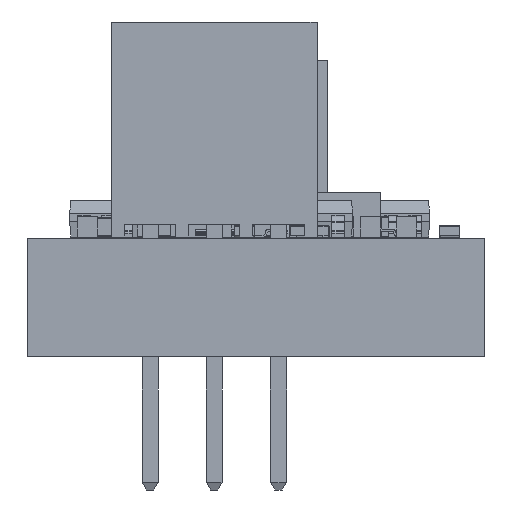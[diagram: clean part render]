
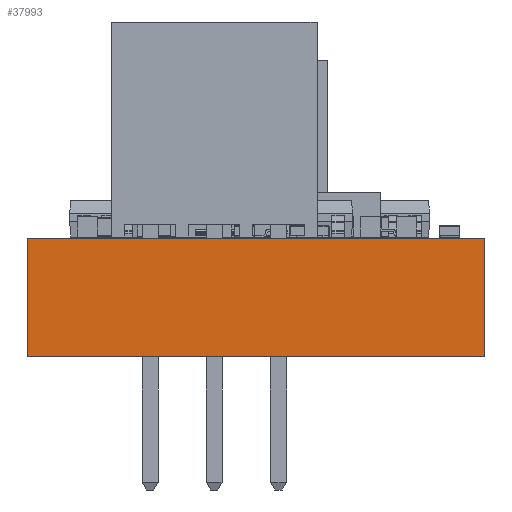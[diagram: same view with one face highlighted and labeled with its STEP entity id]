
A CAD part, left-side view. The second image highlights one B-rep face of the part: STEP entity #37993.
In plain terms, the highlighted planar face has unit normal (-1, 0, 0).
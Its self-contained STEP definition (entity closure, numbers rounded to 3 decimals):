
#36919 = PLANE('',#36920);
#36920 = AXIS2_PLACEMENT_3D('',#36921,#36922,#36923);
#36921 = CARTESIAN_POINT('',(147.7,-92.3,0.));
#36922 = DIRECTION('',(0.,1.,0.));
#36923 = DIRECTION('',(1.,0.,0.));
#36947 = PLANE('',#36948);
#36948 = AXIS2_PLACEMENT_3D('',#36949,#36950,#36951);
#36949 = CARTESIAN_POINT('',(180.2,-101.35,4.69));
#36950 = DIRECTION('',(-0.,-0.,-1.));
#36951 = DIRECTION('',(-1.,0.,0.));
#36975 = PLANE('',#36976);
#36976 = AXIS2_PLACEMENT_3D('',#36977,#36978,#36979);
#36977 = CARTESIAN_POINT('',(212.7,-110.4,0.));
#36978 = DIRECTION('',(0.,-1.,0.));
#36979 = DIRECTION('',(-1.,0.,0.));
#37001 = PLANE('',#37002);
#37002 = AXIS2_PLACEMENT_3D('',#37003,#37004,#37005);
#37003 = CARTESIAN_POINT('',(180.2,-101.35,0.));
#37004 = DIRECTION('',(-0.,-0.,-1.));
#37005 = DIRECTION('',(-1.,0.,0.));
#37016 = EDGE_CURVE('',#37017,#37019,#37021,.T.);
#37017 = VERTEX_POINT('',#37018);
#37018 = CARTESIAN_POINT('',(147.7,-92.3,0.));
#37019 = VERTEX_POINT('',#37020);
#37020 = CARTESIAN_POINT('',(147.7,-92.3,4.69));
#37021 = SURFACE_CURVE('',#37022,(#37026,#37033),.PCURVE_S1.);
#37022 = LINE('',#37023,#37024);
#37023 = CARTESIAN_POINT('',(147.7,-92.3,0.));
#37024 = VECTOR('',#37025,1.);
#37025 = DIRECTION('',(0.,0.,1.));
#37026 = PCURVE('',#36919,#37027);
#37027 = DEFINITIONAL_REPRESENTATION('',(#37028),#37032);
#37028 = LINE('',#37029,#37030);
#37029 = CARTESIAN_POINT('',(0.,0.));
#37030 = VECTOR('',#37031,1.);
#37031 = DIRECTION('',(0.,-1.));
#37032 = ( GEOMETRIC_REPRESENTATION_CONTEXT(2) 
PARAMETRIC_REPRESENTATION_CONTEXT() REPRESENTATION_CONTEXT('2D SPACE',''
  ) );
#37033 = PCURVE('',#37034,#37039);
#37034 = PLANE('',#37035);
#37035 = AXIS2_PLACEMENT_3D('',#37036,#37037,#37038);
#37036 = CARTESIAN_POINT('',(147.7,-110.4,0.));
#37037 = DIRECTION('',(-1.,0.,0.));
#37038 = DIRECTION('',(0.,1.,0.));
#37039 = DEFINITIONAL_REPRESENTATION('',(#37040),#37044);
#37040 = LINE('',#37041,#37042);
#37041 = CARTESIAN_POINT('',(18.1,0.));
#37042 = VECTOR('',#37043,1.);
#37043 = DIRECTION('',(0.,-1.));
#37044 = ( GEOMETRIC_REPRESENTATION_CONTEXT(2) 
PARAMETRIC_REPRESENTATION_CONTEXT() REPRESENTATION_CONTEXT('2D SPACE',''
  ) );
#37094 = VERTEX_POINT('',#37095);
#37095 = CARTESIAN_POINT('',(147.7,-110.4,4.69));
#37116 = EDGE_CURVE('',#37117,#37094,#37119,.T.);
#37117 = VERTEX_POINT('',#37118);
#37118 = CARTESIAN_POINT('',(147.7,-110.4,0.));
#37119 = SURFACE_CURVE('',#37120,(#37124,#37131),.PCURVE_S1.);
#37120 = LINE('',#37121,#37122);
#37121 = CARTESIAN_POINT('',(147.7,-110.4,0.));
#37122 = VECTOR('',#37123,1.);
#37123 = DIRECTION('',(0.,0.,1.));
#37124 = PCURVE('',#36975,#37125);
#37125 = DEFINITIONAL_REPRESENTATION('',(#37126),#37130);
#37126 = LINE('',#37127,#37128);
#37127 = CARTESIAN_POINT('',(65.,0.));
#37128 = VECTOR('',#37129,1.);
#37129 = DIRECTION('',(0.,-1.));
#37130 = ( GEOMETRIC_REPRESENTATION_CONTEXT(2) 
PARAMETRIC_REPRESENTATION_CONTEXT() REPRESENTATION_CONTEXT('2D SPACE',''
  ) );
#37131 = PCURVE('',#37034,#37132);
#37132 = DEFINITIONAL_REPRESENTATION('',(#37133),#37137);
#37133 = LINE('',#37134,#37135);
#37134 = CARTESIAN_POINT('',(0.,0.));
#37135 = VECTOR('',#37136,1.);
#37136 = DIRECTION('',(0.,-1.));
#37137 = ( GEOMETRIC_REPRESENTATION_CONTEXT(2) 
PARAMETRIC_REPRESENTATION_CONTEXT() REPRESENTATION_CONTEXT('2D SPACE',''
  ) );
#37165 = EDGE_CURVE('',#37117,#37017,#37166,.T.);
#37166 = SURFACE_CURVE('',#37167,(#37171,#37178),.PCURVE_S1.);
#37167 = LINE('',#37168,#37169);
#37168 = CARTESIAN_POINT('',(147.7,-110.4,0.));
#37169 = VECTOR('',#37170,1.);
#37170 = DIRECTION('',(0.,1.,0.));
#37171 = PCURVE('',#37001,#37172);
#37172 = DEFINITIONAL_REPRESENTATION('',(#37173),#37177);
#37173 = LINE('',#37174,#37175);
#37174 = CARTESIAN_POINT('',(32.5,-9.05));
#37175 = VECTOR('',#37176,1.);
#37176 = DIRECTION('',(0.,1.));
#37177 = ( GEOMETRIC_REPRESENTATION_CONTEXT(2) 
PARAMETRIC_REPRESENTATION_CONTEXT() REPRESENTATION_CONTEXT('2D SPACE',''
  ) );
#37178 = PCURVE('',#37034,#37179);
#37179 = DEFINITIONAL_REPRESENTATION('',(#37180),#37184);
#37180 = LINE('',#37181,#37182);
#37181 = CARTESIAN_POINT('',(0.,0.));
#37182 = VECTOR('',#37183,1.);
#37183 = DIRECTION('',(1.,0.));
#37184 = ( GEOMETRIC_REPRESENTATION_CONTEXT(2) 
PARAMETRIC_REPRESENTATION_CONTEXT() REPRESENTATION_CONTEXT('2D SPACE',''
  ) );
#37612 = EDGE_CURVE('',#37094,#37019,#37613,.T.);
#37613 = SURFACE_CURVE('',#37614,(#37618,#37625),.PCURVE_S1.);
#37614 = LINE('',#37615,#37616);
#37615 = CARTESIAN_POINT('',(147.7,-110.4,4.69));
#37616 = VECTOR('',#37617,1.);
#37617 = DIRECTION('',(0.,1.,0.));
#37618 = PCURVE('',#36947,#37619);
#37619 = DEFINITIONAL_REPRESENTATION('',(#37620),#37624);
#37620 = LINE('',#37621,#37622);
#37621 = CARTESIAN_POINT('',(32.5,-9.05));
#37622 = VECTOR('',#37623,1.);
#37623 = DIRECTION('',(0.,1.));
#37624 = ( GEOMETRIC_REPRESENTATION_CONTEXT(2) 
PARAMETRIC_REPRESENTATION_CONTEXT() REPRESENTATION_CONTEXT('2D SPACE',''
  ) );
#37625 = PCURVE('',#37034,#37626);
#37626 = DEFINITIONAL_REPRESENTATION('',(#37627),#37631);
#37627 = LINE('',#37628,#37629);
#37628 = CARTESIAN_POINT('',(0.,-4.69));
#37629 = VECTOR('',#37630,1.);
#37630 = DIRECTION('',(1.,0.));
#37631 = ( GEOMETRIC_REPRESENTATION_CONTEXT(2) 
PARAMETRIC_REPRESENTATION_CONTEXT() REPRESENTATION_CONTEXT('2D SPACE',''
  ) );
#37993 = ADVANCED_FACE('',(#37994),#37034,.T.);
#37994 = FACE_BOUND('',#37995,.T.);
#37995 = EDGE_LOOP('',(#37996,#37997,#37998,#37999));
#37996 = ORIENTED_EDGE('',*,*,#37116,.T.);
#37997 = ORIENTED_EDGE('',*,*,#37612,.T.);
#37998 = ORIENTED_EDGE('',*,*,#37016,.F.);
#37999 = ORIENTED_EDGE('',*,*,#37165,.F.);
